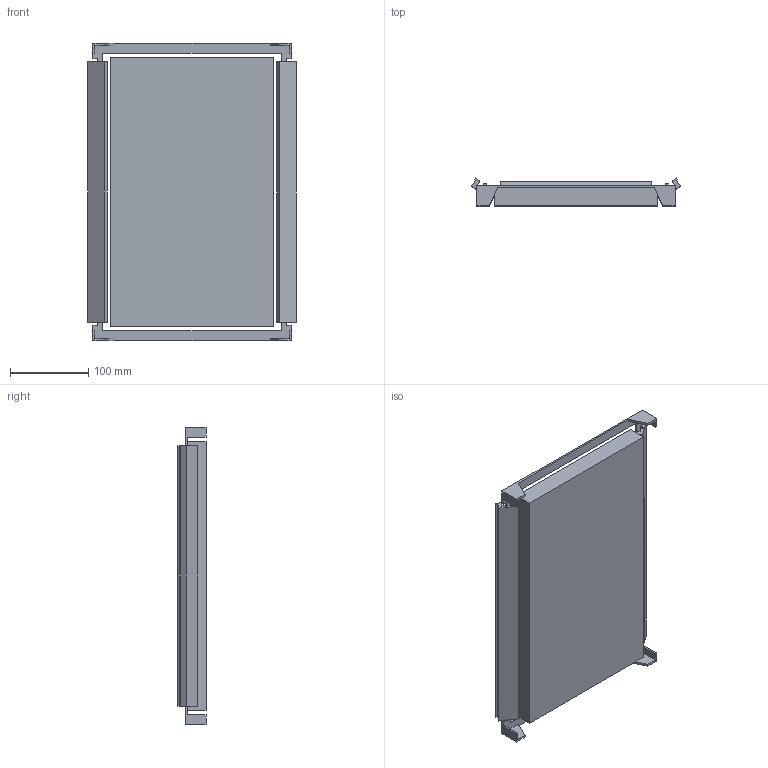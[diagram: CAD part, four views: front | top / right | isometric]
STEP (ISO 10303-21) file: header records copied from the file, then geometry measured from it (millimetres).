
FILE_DESCRIPTION(/* description */ (''),/* implementation_level */ '2;1');
FILE_NAME(/* name */ 'sheet concept v2.step',/* time_stamp */ '2024-07-25T19:15:58-04:00',/* author */ (''),/* organization */ (''),/* preprocessor_version */ 'ST-DEVELOPER v20',/* originating_system */ 'Autodesk Translation Framework v13.14.0.145',/* authorisation */ '');
FILE_SCHEMA (('AUTOMOTIVE_DESIGN { 1 0 10303 214 3 1 1 }'));
Length unit declared in the file: inch
Products named in the file (4): sheet concept; Component1; Component2; Component1(Mirror)
Assembly tree (3 placements, depth 2):
  sheet concept
    Component1
    Component2
    Component1(Mirror)
Bounding box: 266.87 x 35.89 x 381 mm (x, y, z)
Volume: 2079189.7 mm3; surface area: 295865.4 mm2
Topology: 4 solids, 4 shells, 235 faces, 576 edges, 384 vertices
Faces by surface type: plane 176, cylinder 59
Full cylindrical faces by diameter (mm): 2.41 x2, 3.701 x20
Entity records: 7042 total; most frequent: CARTESIAN_POINT 1202, DIRECTION 1178, ORIENTED_EDGE 1152, EDGE_CURVE 576, LINE 458, VECTOR 458, VERTEX_POINT 384, AXIS2_PLACEMENT_3D 360
